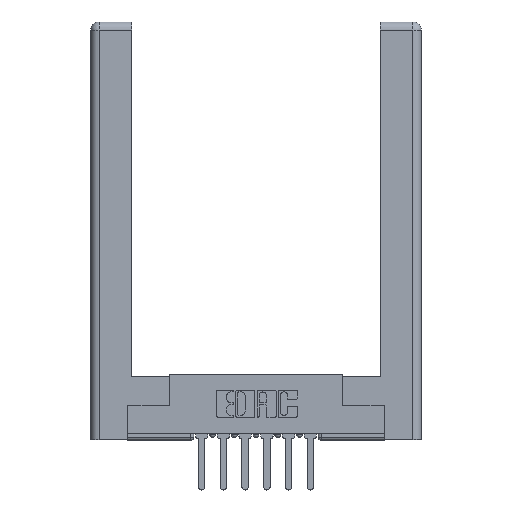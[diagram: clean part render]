
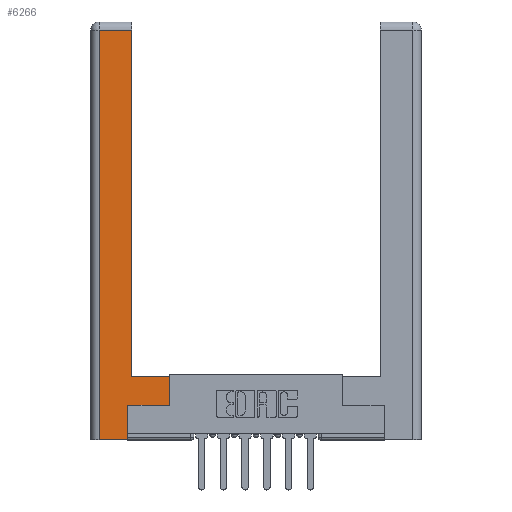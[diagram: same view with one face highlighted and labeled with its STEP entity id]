
A CAD part, top view. The second image highlights one B-rep face of the part: STEP entity #6266.
In plain terms, the highlighted planar face has unit normal (0, 0, 1).
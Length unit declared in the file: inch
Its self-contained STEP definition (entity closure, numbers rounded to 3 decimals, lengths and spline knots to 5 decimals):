
#11 = DIRECTION ( 'NONE',  ( 0., 0., -1. ) ) ;
#216 = DIRECTION ( 'NONE',  ( -1., 0., 0. ) ) ;
#248 = EDGE_CURVE ( 'NONE', #6419, #8668, #12066, .T. ) ;
#294 = VERTEX_POINT ( 'NONE', #1686 ) ;
#341 = CARTESIAN_POINT ( 'NONE',  ( 0.565, 0.245, 0. ) ) ;
#814 = FACE_OUTER_BOUND ( 'NONE', #8187, .T. ) ;
#902 = CARTESIAN_POINT ( 'NONE',  ( 0.565, 0.45, 0. ) ) ;
#990 = DIRECTION ( 'NONE',  ( -1., 0., 0. ) ) ;
#1030 = CARTESIAN_POINT ( 'NONE',  ( 0.265, 0., 0. ) ) ;
#1096 = DIRECTION ( 'NONE',  ( 0., -1., 0. ) ) ;
#1147 = EDGE_CURVE ( 'NONE', #1496, #294, #11279, .T. ) ;
#1383 = EDGE_CURVE ( 'NONE', #1480, #1496, #1455, .T. ) ;
#1455 = LINE ( 'NONE', #7047, #9902 ) ;
#1480 = VERTEX_POINT ( 'NONE', #5019 ) ;
#1496 = VERTEX_POINT ( 'NONE', #341 ) ;
#1686 = CARTESIAN_POINT ( 'NONE',  ( 0.565, 0.45, 0. ) ) ;
#1704 = ORIENTED_EDGE ( 'NONE', *, *, #9529, .T. ) ;
#2060 = DIRECTION ( 'NONE',  ( 0., 1., 0. ) ) ;
#2582 = AXIS2_PLACEMENT_3D ( 'NONE', #11429, #11, #990 ) ;
#2826 = LINE ( 'NONE', #4721, #8660 ) ;
#3054 = LINE ( 'NONE', #1030, #7894 ) ;
#3476 = ORIENTED_EDGE ( 'NONE', *, *, #4616, .T. ) ;
#3567 = VERTEX_POINT ( 'NONE', #9878 ) ;
#4352 = ORIENTED_EDGE ( 'NONE', *, *, #1383, .T. ) ;
#4616 = EDGE_CURVE ( 'NONE', #7425, #1480, #11323, .T. ) ;
#4721 = CARTESIAN_POINT ( 'NONE',  ( 0.0615, 0., 0. ) ) ;
#5019 = CARTESIAN_POINT ( 'NONE',  ( 0.265, 0.245, 0. ) ) ;
#5498 = EDGE_CURVE ( 'NONE', #3567, #7425, #3054, .T. ) ;
#5574 = DIRECTION ( 'NONE',  ( 0., 1., 0. ) ) ;
#5795 = ORIENTED_EDGE ( 'NONE', *, *, #11911, .T. ) ;
#5818 = CARTESIAN_POINT ( 'NONE',  ( 0.295, 2.94, 0. ) ) ;
#6066 = VECTOR ( 'NONE', #10892, 39.37008 ) ;
#6121 = CARTESIAN_POINT ( 'NONE',  ( 0.295, 0.45, 0. ) ) ;
#6151 = VECTOR ( 'NONE', #2060, 39.37008 ) ;
#6220 = VECTOR ( 'NONE', #5574, 39.37008 ) ;
#6266 = ADVANCED_FACE ( 'NONE', ( #814 ), #7641, .F. ) ;
#6419 = VERTEX_POINT ( 'NONE', #7021 ) ;
#6928 = LINE ( 'NONE', #10637, #7123 ) ;
#7021 = CARTESIAN_POINT ( 'NONE',  ( 0.295, 0.45, 0. ) ) ;
#7047 = CARTESIAN_POINT ( 'NONE',  ( 0.565, 0.245, 0. ) ) ;
#7123 = VECTOR ( 'NONE', #216, 39.37008 ) ;
#7317 = ORIENTED_EDGE ( 'NONE', *, *, #248, .T. ) ;
#7425 = VERTEX_POINT ( 'NONE', #8209 ) ;
#7641 = PLANE ( 'NONE',  #2582 ) ;
#7734 = ORIENTED_EDGE ( 'NONE', *, *, #8157, .T. ) ;
#7894 = VECTOR ( 'NONE', #9413, 39.37008 ) ;
#8157 = EDGE_CURVE ( 'NONE', #8668, #12168, #6928, .T. ) ;
#8187 = EDGE_LOOP ( 'NONE', ( #7317, #7734, #1704, #10135, #3476, #4352, #9895, #5795 ) ) ;
#8209 = CARTESIAN_POINT ( 'NONE',  ( 0.265, 0., 0. ) ) ;
#8660 = VECTOR ( 'NONE', #1096, 39.37008 ) ;
#8668 = VERTEX_POINT ( 'NONE', #5818 ) ;
#8921 = DIRECTION ( 'NONE',  ( 1., 0., 0. ) ) ;
#9094 = VECTOR ( 'NONE', #11953, 39.37008 ) ;
#9413 = DIRECTION ( 'NONE',  ( 1., 0., 0. ) ) ;
#9529 = EDGE_CURVE ( 'NONE', #12168, #3567, #2826, .T. ) ;
#9826 = LINE ( 'NONE', #6121, #6066 ) ;
#9878 = CARTESIAN_POINT ( 'NONE',  ( 0.0615, 0., 0. ) ) ;
#9895 = ORIENTED_EDGE ( 'NONE', *, *, #1147, .T. ) ;
#9902 = VECTOR ( 'NONE', #8921, 39.37008 ) ;
#10135 = ORIENTED_EDGE ( 'NONE', *, *, #5498, .T. ) ;
#10267 = CARTESIAN_POINT ( 'NONE',  ( 0.265, 0.245, 0. ) ) ;
#10637 = CARTESIAN_POINT ( 'NONE',  ( 0.0615, 2.94, 0. ) ) ;
#10892 = DIRECTION ( 'NONE',  ( -1., 0., 0. ) ) ;
#11079 = CARTESIAN_POINT ( 'NONE',  ( 0.295, 3., 0. ) ) ;
#11279 = LINE ( 'NONE', #902, #9094 ) ;
#11323 = LINE ( 'NONE', #10267, #6151 ) ;
#11429 = CARTESIAN_POINT ( 'NONE',  ( 0., 0., 0. ) ) ;
#11774 = CARTESIAN_POINT ( 'NONE',  ( 0.0615, 2.94, 0. ) ) ;
#11911 = EDGE_CURVE ( 'NONE', #294, #6419, #9826, .T. ) ;
#11953 = DIRECTION ( 'NONE',  ( 0., 1., 0. ) ) ;
#12066 = LINE ( 'NONE', #11079, #6220 ) ;
#12168 = VERTEX_POINT ( 'NONE', #11774 ) ;
